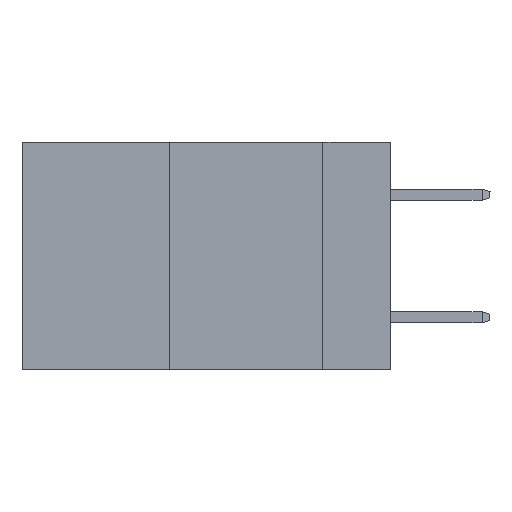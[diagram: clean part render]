
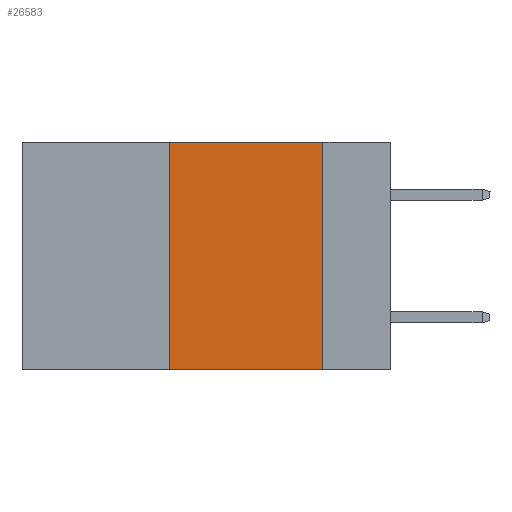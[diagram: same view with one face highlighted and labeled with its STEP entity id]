
A CAD part, left-side view. The second image highlights one B-rep face of the part: STEP entity #26583.
In plain terms, the highlighted planar face has unit normal (-1, 0, 0).
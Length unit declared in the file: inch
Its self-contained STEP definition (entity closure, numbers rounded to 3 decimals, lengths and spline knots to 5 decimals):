
#1496 = CARTESIAN_POINT ( 'NONE',  ( 0., 0.11, 0. ) ) ;
#1664 = DIRECTION ( 'NONE',  ( 0., -1., 0. ) ) ;
#2099 = VECTOR ( 'NONE', #1664, 39.37008 ) ;
#2597 = DIRECTION ( 'NONE',  ( 1., 0., 0. ) ) ;
#3429 = CARTESIAN_POINT ( 'NONE',  ( 0., 0.11, 0. ) ) ;
#4490 = EDGE_CURVE ( 'NONE', #20619, #18817, #26725, .T. ) ;
#4749 = ORIENTED_EDGE ( 'NONE', *, *, #4490, .T. ) ;
#5446 = PLANE ( 'NONE',  #26337 ) ;
#5448 = VERTEX_POINT ( 'NONE', #1496 ) ;
#6708 = LINE ( 'NONE', #12630, #41865 ) ;
#7480 = FACE_OUTER_BOUND ( 'NONE', #25566, .T. ) ;
#9845 = ORIENTED_EDGE ( 'NONE', *, *, #17876, .F. ) ;
#12630 = CARTESIAN_POINT ( 'NONE',  ( 0., 0.6, 0. ) ) ;
#13484 = CARTESIAN_POINT ( 'NONE',  ( 0., 0.36, -0.37 ) ) ;
#16798 = LINE ( 'NONE', #3429, #26716 ) ;
#17876 = EDGE_CURVE ( 'NONE', #40777, #5448, #6708, .T. ) ;
#18634 = VECTOR ( 'NONE', #42250, 39.37008 ) ;
#18817 = VERTEX_POINT ( 'NONE', #31836 ) ;
#20619 = VERTEX_POINT ( 'NONE', #13484 ) ;
#21801 = CARTESIAN_POINT ( 'NONE',  ( 0., 0.6, -0.37 ) ) ;
#22045 = CARTESIAN_POINT ( 'NONE',  ( 0., 0.36, 0. ) ) ;
#22172 = CARTESIAN_POINT ( 'NONE',  ( 0., 0.36, 0. ) ) ;
#23780 = ORIENTED_EDGE ( 'NONE', *, *, #32699, .F. ) ;
#24873 = ORIENTED_EDGE ( 'NONE', *, *, #30216, .F. ) ;
#25566 = EDGE_LOOP ( 'NONE', ( #23780, #9845, #24873, #4749 ) ) ;
#26337 = AXIS2_PLACEMENT_3D ( 'NONE', #28886, #2597, #33634 ) ;
#26583 = ADVANCED_FACE ( 'NONE', ( #7480 ), #5446, .F. ) ;
#26716 = VECTOR ( 'NONE', #30375, 39.37008 ) ;
#26725 = LINE ( 'NONE', #21801, #2099 ) ;
#28886 = CARTESIAN_POINT ( 'NONE',  ( 0., 0.6, 0. ) ) ;
#30216 = EDGE_CURVE ( 'NONE', #20619, #40777, #36392, .T. ) ;
#30375 = DIRECTION ( 'NONE',  ( 0., 0., -1. ) ) ;
#31836 = CARTESIAN_POINT ( 'NONE',  ( 0., 0.11, -0.37 ) ) ;
#32699 = EDGE_CURVE ( 'NONE', #5448, #18817, #16798, .T. ) ;
#33634 = DIRECTION ( 'NONE',  ( 0., 0., -1. ) ) ;
#36392 = LINE ( 'NONE', #22172, #18634 ) ;
#38750 = DIRECTION ( 'NONE',  ( 0., -1., 0. ) ) ;
#40777 = VERTEX_POINT ( 'NONE', #22045 ) ;
#41865 = VECTOR ( 'NONE', #38750, 39.37008 ) ;
#42250 = DIRECTION ( 'NONE',  ( 0., 0., 1. ) ) ;
